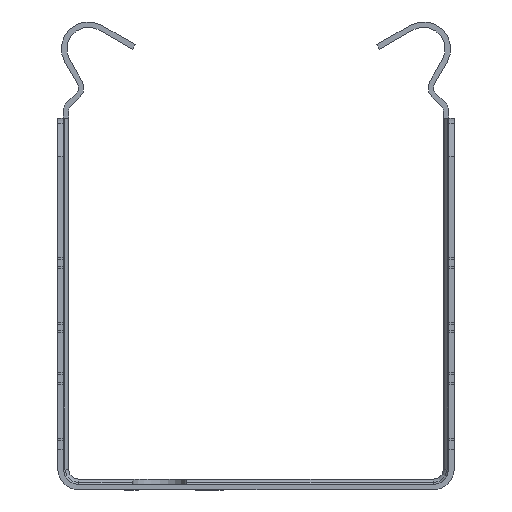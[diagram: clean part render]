
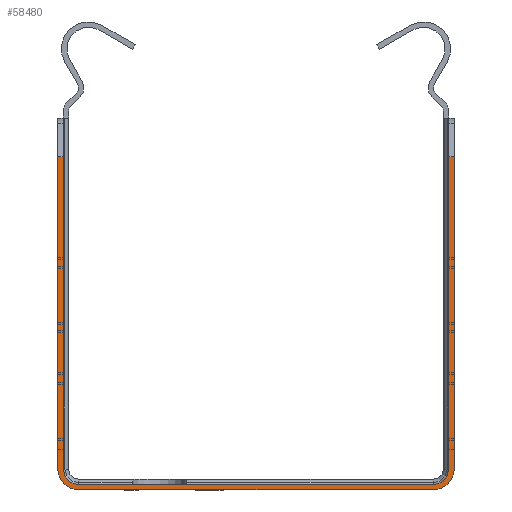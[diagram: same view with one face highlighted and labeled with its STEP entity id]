
A CAD part, front view. The second image highlights one B-rep face of the part: STEP entity #58480.
In plain terms, the highlighted planar face has unit normal (0, -1, 0).
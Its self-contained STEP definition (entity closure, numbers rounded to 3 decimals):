
#3615=CIRCLE('',#63783,2.);
#3616=CIRCLE('',#63786,2.);
#3655=CIRCLE('',#63906,2.7);
#3656=CIRCLE('',#63907,2.7);
#7809=FACE_OUTER_BOUND('',#11842,.T.);
#11842=EDGE_LOOP('',(#53803,#53804,#53805,#53806,#53807,#53808,#53809,#53810,
#53811,#53812,#53813,#53814));
#15023=LINE('',#89323,#20838);
#17488=LINE('',#96768,#23303);
#17513=LINE('',#96854,#23328);
#17537=LINE('',#96941,#23352);
#17656=LINE('',#97253,#23471);
#17660=LINE('',#97262,#23475);
#17662=LINE('',#97271,#23477);
#17663=LINE('',#97274,#23478);
#20838=VECTOR('',#72562,10.);
#23303=VECTOR('',#80025,10.);
#23328=VECTOR('',#80090,10.);
#23352=VECTOR('',#80158,10.);
#23471=VECTOR('',#80509,10.);
#23475=VECTOR('',#80515,10.);
#23477=VECTOR('',#80525,10.);
#23478=VECTOR('',#80530,10.);
#26349=VERTEX_POINT('',#89320);
#26350=VERTEX_POINT('',#89322);
#28812=VERTEX_POINT('',#96765);
#28813=VERTEX_POINT('',#96767);
#28853=VERTEX_POINT('',#96851);
#28854=VERTEX_POINT('',#96853);
#28894=VERTEX_POINT('',#96935);
#28895=VERTEX_POINT('',#96939);
#28896=VERTEX_POINT('',#96943);
#28974=VERTEX_POINT('',#97256);
#28976=VERTEX_POINT('',#97260);
#28979=VERTEX_POINT('',#97270);
#33321=EDGE_CURVE('',#26350,#26349,#15023,.T.);
#37035=EDGE_CURVE('',#28813,#28812,#17488,.T.);
#37078=EDGE_CURVE('',#28854,#28853,#17513,.T.);
#37120=EDGE_CURVE('',#28853,#28894,#3615,.T.);
#37122=EDGE_CURVE('',#28894,#28895,#17537,.T.);
#37124=EDGE_CURVE('',#28895,#28896,#3616,.T.);
#37278=EDGE_CURVE('',#28812,#28854,#17656,.T.);
#37282=EDGE_CURVE('',#28974,#28976,#17660,.T.);
#37286=EDGE_CURVE('',#28976,#28979,#17662,.T.);
#37287=EDGE_CURVE('',#28979,#26350,#3655,.T.);
#37288=EDGE_CURVE('',#26349,#28813,#3656,.T.);
#37289=EDGE_CURVE('',#28896,#28974,#17663,.T.);
#53803=ORIENTED_EDGE('',*,*,#37282,.T.);
#53804=ORIENTED_EDGE('',*,*,#37286,.T.);
#53805=ORIENTED_EDGE('',*,*,#37287,.T.);
#53806=ORIENTED_EDGE('',*,*,#33321,.T.);
#53807=ORIENTED_EDGE('',*,*,#37288,.T.);
#53808=ORIENTED_EDGE('',*,*,#37035,.T.);
#53809=ORIENTED_EDGE('',*,*,#37278,.T.);
#53810=ORIENTED_EDGE('',*,*,#37078,.T.);
#53811=ORIENTED_EDGE('',*,*,#37120,.T.);
#53812=ORIENTED_EDGE('',*,*,#37122,.T.);
#53813=ORIENTED_EDGE('',*,*,#37124,.T.);
#53814=ORIENTED_EDGE('',*,*,#37289,.T.);
#55571=PLANE('',#63905);
#58480=ADVANCED_FACE('',(#7809),#55571,.T.);
#63783=AXIS2_PLACEMENT_3D('',#96937,#80153,#80154);
#63786=AXIS2_PLACEMENT_3D('',#96945,#80162,#80163);
#63905=AXIS2_PLACEMENT_3D('',#97269,#80523,#80524);
#63906=AXIS2_PLACEMENT_3D('',#97272,#80526,#80527);
#63907=AXIS2_PLACEMENT_3D('',#97273,#80528,#80529);
#72562=DIRECTION('',(1.,0.,0.));
#80025=DIRECTION('',(0.,0.,1.));
#80090=DIRECTION('',(0.,0.,-1.));
#80153=DIRECTION('center_axis',(0.,1.,0.));
#80154=DIRECTION('ref_axis',(0.,0.,
1.));
#80158=DIRECTION('',(-1.,0.,0.));
#80162=DIRECTION('center_axis',(0.,1.,0.));
#80163=DIRECTION('ref_axis',(1.,0.,0.));
#80509=DIRECTION('',(-1.,0.,0.));
#80515=DIRECTION('',(-1.,0.,0.));
#80523=DIRECTION('center_axis',(0.,-1.,0.));
#80524=DIRECTION('ref_axis',(0.,0.,-1.));
#80525=DIRECTION('',(0.,0.,-1.));
#80526=DIRECTION('center_axis',(0.,-1.,0.));
#80527=DIRECTION('ref_axis',(-1.,0.,0.));
#80528=DIRECTION('center_axis',(0.,-1.,0.));
#80529=DIRECTION('ref_axis',(0.,0.,
-1.));
#80530=DIRECTION('',(0.,0.,1.));
#89320=CARTESIAN_POINT('',(23.,-36.,-0.7));
#89322=CARTESIAN_POINT('',(-23.,-36.,-0.7));
#89323=CARTESIAN_POINT('',(-23.,-36.,-0.7));
#96765=CARTESIAN_POINT('',(25.7,-36.,42.5));
#96767=CARTESIAN_POINT('',(25.7,-36.,2.));
#96768=CARTESIAN_POINT('',(25.7,-36.,2.));
#96851=CARTESIAN_POINT('',(25.,-36.,2.));
#96853=CARTESIAN_POINT('',(25.,-36.,42.5));
#96854=CARTESIAN_POINT('',(25.,-36.,48.387));
#96935=CARTESIAN_POINT('',(23.,-36.,0.));
#96937=CARTESIAN_POINT('Origin',(23.,-36.,2.));
#96939=CARTESIAN_POINT('',(-23.,-36.,0.));
#96941=CARTESIAN_POINT('',(23.,-36.,0.));
#96943=CARTESIAN_POINT('',(-25.,-36.,2.));
#96945=CARTESIAN_POINT('Origin',(-23.,-36.,2.));
#97253=CARTESIAN_POINT('',(12.5,-36.,42.5));
#97256=CARTESIAN_POINT('',(-25.,-36.,42.5));
#97260=CARTESIAN_POINT('',(-25.7,-36.,42.5));
#97262=CARTESIAN_POINT('',(12.5,-36.,42.5));
#97269=CARTESIAN_POINT('Origin',(0.,-36.,23.4));
#97270=CARTESIAN_POINT('',(-25.7,-36.,2.));
#97271=CARTESIAN_POINT('',(-25.7,-36.,48.387));
#97272=CARTESIAN_POINT('Origin',(-23.,-36.,2.));
#97273=CARTESIAN_POINT('Origin',(23.,-36.,2.));
#97274=CARTESIAN_POINT('',(-25.,-36.,2.));
